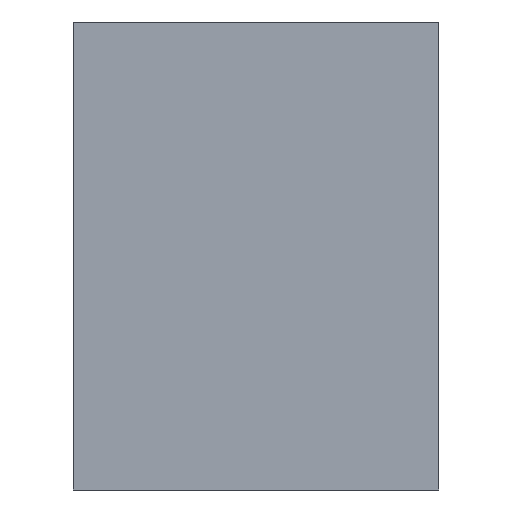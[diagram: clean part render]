
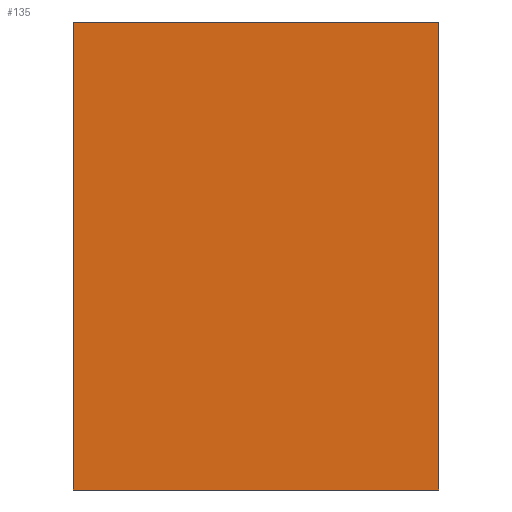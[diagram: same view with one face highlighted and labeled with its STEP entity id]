
A CAD part, front view. The second image highlights one B-rep face of the part: STEP entity #135.
In plain terms, the highlighted planar face has unit normal (0, -1, 0).
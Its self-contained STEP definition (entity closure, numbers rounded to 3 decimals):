
#23=FACE_OUTER_BOUND('',#174,.T.);
#37=LINE('',#516,#63);
#38=LINE('',#519,#64);
#39=LINE('',#521,#65);
#40=LINE('',#523,#66);
#63=VECTOR('',#423,1.);
#64=VECTOR('',#424,1.);
#65=VECTOR('',#425,1.);
#66=VECTOR('',#426,1.);
#120=PLANE('',#373);
#135=ADVANCED_FACE('',(#23),#120,.T.);
#174=EDGE_LOOP('',(#200,#201,#202,#203));
#200=ORIENTED_EDGE('',*,*,#308,.F.);
#201=ORIENTED_EDGE('',*,*,#309,.F.);
#202=ORIENTED_EDGE('',*,*,#310,.T.);
#203=ORIENTED_EDGE('',*,*,#311,.T.);
#278=VERTEX_POINT('',#517);
#279=VERTEX_POINT('',#518);
#280=VERTEX_POINT('',#520);
#281=VERTEX_POINT('',#522);
#308=EDGE_CURVE('',#278,#279,#37,.T.);
#309=EDGE_CURVE('',#280,#278,#38,.T.);
#310=EDGE_CURVE('',#280,#281,#39,.T.);
#311=EDGE_CURVE('',#281,#279,#40,.T.);
#373=AXIS2_PLACEMENT_3D('',#524,#427,#428);
#423=DIRECTION('',(1.,0.,0.));
#424=DIRECTION('',(0.,0.,1.));
#425=DIRECTION('',(1.,0.,0.));
#426=DIRECTION('',(0.,0.,1.));
#427=DIRECTION('',(0.,-1.,0.));
#428=DIRECTION('',(0.,0.,-1.));
#516=CARTESIAN_POINT('',(-12.5,-171.8,-0.04));
#517=CARTESIAN_POINT('',(-12.5,-171.8,-0.04));
#518=CARTESIAN_POINT('',(12.5,-171.8,-0.04));
#519=CARTESIAN_POINT('',(-12.5,-171.8,-32.04));
#520=CARTESIAN_POINT('',(-12.5,-171.8,-32.04));
#521=CARTESIAN_POINT('',(-12.5,-171.8,-32.04));
#522=CARTESIAN_POINT('',(12.5,-171.8,-32.04));
#523=CARTESIAN_POINT('',(12.5,-171.8,-32.04));
#524=CARTESIAN_POINT('',(-12.5,-171.8,-32.04));
